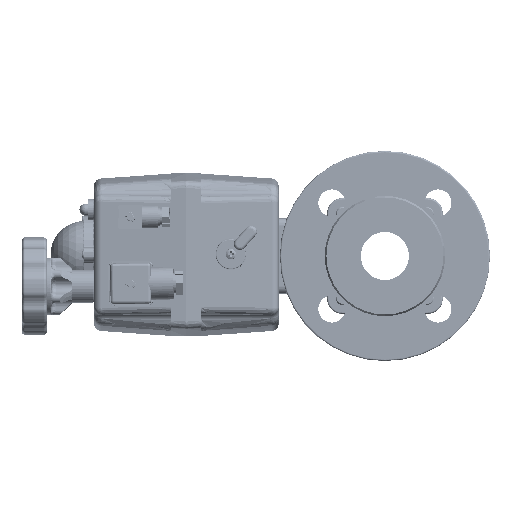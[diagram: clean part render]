
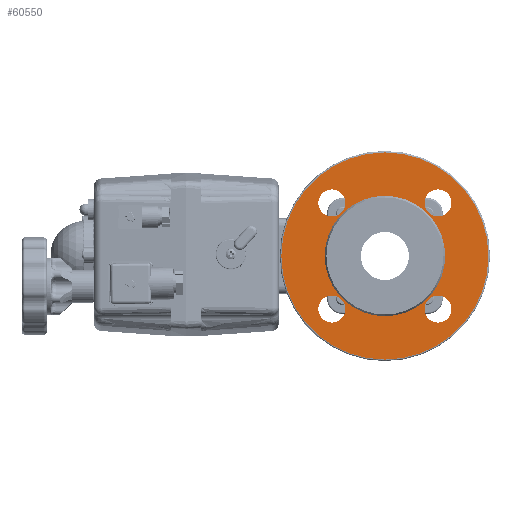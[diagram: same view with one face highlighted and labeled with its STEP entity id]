
A CAD part, left-side view. The second image highlights one B-rep face of the part: STEP entity #60550.
In plain terms, the highlighted planar face has unit normal (-1, 0, 0).
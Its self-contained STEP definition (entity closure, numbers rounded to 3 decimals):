
#267 = EDGE_CURVE ( 'NONE', #215096, #201881, #146284, .T. ) ;
#1601 = AXIS2_PLACEMENT_3D ( 'NONE', #96666, #28729, #115076 ) ;
#1937 = FACE_BOUND ( 'NONE', #170831, .T. ) ;
#2292 = EDGE_CURVE ( 'NONE', #201881, #215096, #213174, .T. ) ;
#2591 = DIRECTION ( 'NONE',  ( 0., 0., -1. ) ) ;
#3330 = EDGE_LOOP ( 'NONE', ( #122482, #124272 ) ) ;
#6017 = ORIENTED_EDGE ( 'NONE', *, *, #18030, .F. ) ;
#7542 = CARTESIAN_POINT ( 'NONE',  ( -68.964, -42.354, -26.355 ) ) ;
#7720 = DIRECTION ( 'NONE',  ( 0., 0., -1. ) ) ;
#13568 = AXIS2_PLACEMENT_3D ( 'NONE', #199923, #133196, #7720 ) ;
#16568 = EDGE_LOOP ( 'NONE', ( #150227, #6017 ) ) ;
#17657 = AXIS2_PLACEMENT_3D ( 'NONE', #89336, #87059, #191761 ) ;
#17710 = CARTESIAN_POINT ( 'NONE',  ( -68.964, 28.357, 44.355 ) ) ;
#18030 = EDGE_CURVE ( 'NONE', #23329, #197037, #223011, .T. ) ;
#19365 = ORIENTED_EDGE ( 'NONE', *, *, #2292, .T. ) ;
#20463 = CARTESIAN_POINT ( 'NONE',  ( -68.964, -6.999, -69. ) ) ;
#22557 = AXIS2_PLACEMENT_3D ( 'NONE', #209302, #138031, #208150 ) ;
#23329 = VERTEX_POINT ( 'NONE', #115312 ) ;
#26012 = EDGE_CURVE ( 'NONE', #183358, #149319, #206334, .T. ) ;
#27785 = VERTEX_POINT ( 'NONE', #17710 ) ;
#28729 = DIRECTION ( 'NONE',  ( -1., 0., 0. ) ) ;
#35153 = CARTESIAN_POINT ( 'NONE',  ( -68.964, 28.357, -26.355 ) ) ;
#36127 = CARTESIAN_POINT ( 'NONE',  ( -68.964, -42.354, -35.355 ) ) ;
#36776 = AXIS2_PLACEMENT_3D ( 'NONE', #199400, #200518, #166029 ) ;
#38794 = DIRECTION ( 'NONE',  ( 0., 0., 1. ) ) ;
#39278 = AXIS2_PLACEMENT_3D ( 'NONE', #122959, #212654, #86169 ) ;
#41072 = CARTESIAN_POINT ( 'NONE',  ( -68.964, -159.633, 0. ) ) ;
#41869 = DIRECTION ( 'NONE',  ( -1., 0., 0. ) ) ;
#42593 = ORIENTED_EDGE ( 'NONE', *, *, #226447, .F. ) ;
#43103 = CARTESIAN_POINT ( 'NONE',  ( -68.964, -42.354, 26.355 ) ) ;
#45268 = VERTEX_POINT ( 'NONE', #156902 ) ;
#46505 = CARTESIAN_POINT ( 'NONE',  ( -68.964, -42.354, -44.355 ) ) ;
#46999 = AXIS2_PLACEMENT_3D ( 'NONE', #105597, #178016, #38794 ) ;
#47507 = ORIENTED_EDGE ( 'NONE', *, *, #267, .T. ) ;
#49935 = EDGE_LOOP ( 'NONE', ( #42593, #209812 ) ) ;
#50526 = CARTESIAN_POINT ( 'NONE',  ( -68.964, -6.999, 69. ) ) ;
#53524 = EDGE_CURVE ( 'NONE', #149519, #104328, #204465, .T. ) ;
#53918 = EDGE_CURVE ( 'NONE', #27785, #127955, #112862, .T. ) ;
#56748 = CARTESIAN_POINT ( 'NONE',  ( -68.964, -42.354, -35.355 ) ) ;
#56845 = DIRECTION ( 'NONE',  ( 0., 0., -1. ) ) ;
#60550 = ADVANCED_FACE ( 'NONE', ( #89459, #159644, #155113, #1937, #142434, #125148 ), #129693, .F. ) ;
#71170 = DIRECTION ( 'NONE',  ( 0., 0., -1. ) ) ;
#75611 = DIRECTION ( 'NONE',  ( 0., 1., 0. ) ) ;
#75685 = DIRECTION ( 'NONE',  ( -1., 0., 0. ) ) ;
#76889 = CARTESIAN_POINT ( 'NONE',  ( -68.964, -6.999, 40.13 ) ) ;
#83255 = AXIS2_PLACEMENT_3D ( 'NONE', #56748, #213207, #2591 ) ;
#86169 = DIRECTION ( 'NONE',  ( 0., 0., -1. ) ) ;
#87059 = DIRECTION ( 'NONE',  ( -1., 0., 0. ) ) ;
#88145 = ORIENTED_EDGE ( 'NONE', *, *, #53524, .F. ) ;
#88437 = DIRECTION ( 'NONE',  ( -1., 0., 0. ) ) ;
#89336 = CARTESIAN_POINT ( 'NONE',  ( -68.964, -6.999, 0. ) ) ;
#89459 = FACE_BOUND ( 'NONE', #200724, .T. ) ;
#92512 = DIRECTION ( 'NONE',  ( -1., 0., 0. ) ) ;
#96666 = CARTESIAN_POINT ( 'NONE',  ( -68.964, -42.354, 35.355 ) ) ;
#97029 = EDGE_LOOP ( 'NONE', ( #47507, #19365 ) ) ;
#104328 = VERTEX_POINT ( 'NONE', #7542 ) ;
#105597 = CARTESIAN_POINT ( 'NONE',  ( -68.964, -6.999, 0. ) ) ;
#105846 = EDGE_CURVE ( 'NONE', #45268, #137252, #123163, .T. ) ;
#110159 = DIRECTION ( 'NONE',  ( 1., 0., 0. ) ) ;
#112862 = CIRCLE ( 'NONE', #13568, 9. ) ;
#115076 = DIRECTION ( 'NONE',  ( 0., 0., -1. ) ) ;
#115312 = CARTESIAN_POINT ( 'NONE',  ( -68.964, -42.354, 44.355 ) ) ;
#118190 = AXIS2_PLACEMENT_3D ( 'NONE', #139150, #88437, #71170 ) ;
#122482 = ORIENTED_EDGE ( 'NONE', *, *, #26012, .F. ) ;
#122959 = CARTESIAN_POINT ( 'NONE',  ( -68.964, -42.354, 35.355 ) ) ;
#123163 = CIRCLE ( 'NONE', #200175, 40.13 ) ;
#124012 = ORIENTED_EDGE ( 'NONE', *, *, #204249, .F. ) ;
#124272 = ORIENTED_EDGE ( 'NONE', *, *, #201847, .F. ) ;
#124338 = CIRCLE ( 'NONE', #17657, 40.13 ) ;
#125148 = FACE_OUTER_BOUND ( 'NONE', #97029, .T. ) ;
#127955 = VERTEX_POINT ( 'NONE', #184995 ) ;
#128255 = DIRECTION ( 'NONE',  ( 0., 0., 1. ) ) ;
#129693 = PLANE ( 'NONE',  #206042 ) ;
#133196 = DIRECTION ( 'NONE',  ( -1., 0., 0. ) ) ;
#133300 = AXIS2_PLACEMENT_3D ( 'NONE', #36127, #92512, #56845 ) ;
#135449 = ORIENTED_EDGE ( 'NONE', *, *, #139397, .F. ) ;
#136934 = EDGE_CURVE ( 'NONE', #197037, #23329, #137562, .T. ) ;
#137252 = VERTEX_POINT ( 'NONE', #76889 ) ;
#137562 = CIRCLE ( 'NONE', #1601, 9. ) ;
#138031 = DIRECTION ( 'NONE',  ( -1., 0., 0. ) ) ;
#139150 = CARTESIAN_POINT ( 'NONE',  ( -68.964, 28.357, -35.355 ) ) ;
#139397 = EDGE_CURVE ( 'NONE', #104328, #149519, #148083, .T. ) ;
#142434 = FACE_BOUND ( 'NONE', #16568, .T. ) ;
#145911 = CARTESIAN_POINT ( 'NONE',  ( -68.964, 28.357, -35.355 ) ) ;
#146284 = CIRCLE ( 'NONE', #46999, 69. ) ;
#148083 = CIRCLE ( 'NONE', #133300, 9. ) ;
#149319 = VERTEX_POINT ( 'NONE', #35153 ) ;
#149519 = VERTEX_POINT ( 'NONE', #46505 ) ;
#150227 = ORIENTED_EDGE ( 'NONE', *, *, #136934, .F. ) ;
#155113 = FACE_BOUND ( 'NONE', #3330, .T. ) ;
#156902 = CARTESIAN_POINT ( 'NONE',  ( -68.964, -6.999, -40.13 ) ) ;
#157847 = CIRCLE ( 'NONE', #161632, 9. ) ;
#159644 = FACE_BOUND ( 'NONE', #49935, .T. ) ;
#161632 = AXIS2_PLACEMENT_3D ( 'NONE', #145911, #75685, #163131 ) ;
#163131 = DIRECTION ( 'NONE',  ( 0., 0., -1. ) ) ;
#165940 = CIRCLE ( 'NONE', #22557, 9. ) ;
#166029 = DIRECTION ( 'NONE',  ( 0., 0., 1. ) ) ;
#170831 = EDGE_LOOP ( 'NONE', ( #88145, #135449 ) ) ;
#178016 = DIRECTION ( 'NONE',  ( -1., 0., 0. ) ) ;
#183358 = VERTEX_POINT ( 'NONE', #222518 ) ;
#184995 = CARTESIAN_POINT ( 'NONE',  ( -68.964, 28.357, 26.355 ) ) ;
#191761 = DIRECTION ( 'NONE',  ( 0., 0., 1. ) ) ;
#196088 = CARTESIAN_POINT ( 'NONE',  ( -68.964, -6.999, 0. ) ) ;
#197037 = VERTEX_POINT ( 'NONE', #43103 ) ;
#199400 = CARTESIAN_POINT ( 'NONE',  ( -68.964, -6.999, 0. ) ) ;
#199923 = CARTESIAN_POINT ( 'NONE',  ( -68.964, 28.357, 35.355 ) ) ;
#200175 = AXIS2_PLACEMENT_3D ( 'NONE', #196088, #41869, #128255 ) ;
#200518 = DIRECTION ( 'NONE',  ( -1., 0., 0. ) ) ;
#200724 = EDGE_LOOP ( 'NONE', ( #218416, #124012 ) ) ;
#201847 = EDGE_CURVE ( 'NONE', #149319, #183358, #157847, .T. ) ;
#201881 = VERTEX_POINT ( 'NONE', #20463 ) ;
#204249 = EDGE_CURVE ( 'NONE', #137252, #45268, #124338, .T. ) ;
#204465 = CIRCLE ( 'NONE', #83255, 9. ) ;
#206042 = AXIS2_PLACEMENT_3D ( 'NONE', #41072, #110159, #75611 ) ;
#206334 = CIRCLE ( 'NONE', #118190, 9. ) ;
#208150 = DIRECTION ( 'NONE',  ( 0., 0., -1. ) ) ;
#209302 = CARTESIAN_POINT ( 'NONE',  ( -68.964, 28.357, 35.355 ) ) ;
#209812 = ORIENTED_EDGE ( 'NONE', *, *, #53918, .F. ) ;
#212654 = DIRECTION ( 'NONE',  ( -1., 0., 0. ) ) ;
#213174 = CIRCLE ( 'NONE', #36776, 69. ) ;
#213207 = DIRECTION ( 'NONE',  ( -1., 0., 0. ) ) ;
#215096 = VERTEX_POINT ( 'NONE', #50526 ) ;
#218416 = ORIENTED_EDGE ( 'NONE', *, *, #105846, .F. ) ;
#222518 = CARTESIAN_POINT ( 'NONE',  ( -68.964, 28.357, -44.355 ) ) ;
#223011 = CIRCLE ( 'NONE', #39278, 9. ) ;
#226447 = EDGE_CURVE ( 'NONE', #127955, #27785, #165940, .T. ) ;
